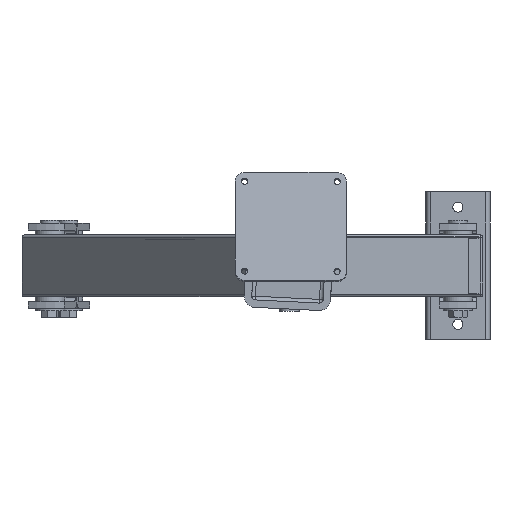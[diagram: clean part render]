
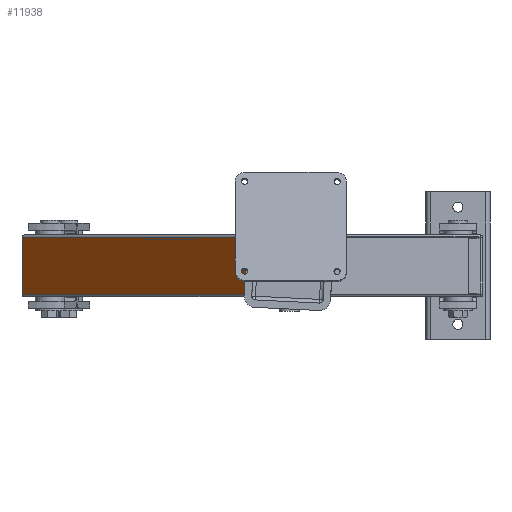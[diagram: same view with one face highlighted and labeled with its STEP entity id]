
A CAD part, front view. The second image highlights one B-rep face of the part: STEP entity #11938.
In plain terms, the highlighted face is planar.
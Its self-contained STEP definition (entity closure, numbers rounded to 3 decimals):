
#2478=FACE_OUTER_BOUND('',#3350,.T.);
#3350=EDGE_LOOP('',(#10759,#10760,#10761,#10762));
#4140=LINE('',#21492,#4924);
#4143=LINE('',#21510,#4927);
#4145=LINE('',#21516,#4929);
#4146=LINE('',#21517,#4930);
#4924=VECTOR('',#17504,1.);
#4927=VECTOR('',#17531,1.);
#4929=VECTOR('',#17537,1.);
#4930=VECTOR('',#17538,1.);
#5893=VERTEX_POINT('',#21486);
#5895=VERTEX_POINT('',#21490);
#5898=VERTEX_POINT('',#21509);
#5900=VERTEX_POINT('',#21515);
#7519=EDGE_CURVE('',#5895,#5893,#4140,.T.);
#7528=EDGE_CURVE('',#5893,#5898,#4143,.T.);
#7531=EDGE_CURVE('',#5900,#5895,#4145,.T.);
#7532=EDGE_CURVE('',#5898,#5900,#4146,.T.);
#10759=ORIENTED_EDGE('',*,*,#7519,.F.);
#10760=ORIENTED_EDGE('',*,*,#7531,.F.);
#10761=ORIENTED_EDGE('',*,*,#7532,.F.);
#10762=ORIENTED_EDGE('',*,*,#7528,.F.);
#11182=PLANE('',#13853);
#11938=ADVANCED_FACE('',(#2478),#11182,.F.);
#13853=AXIS2_PLACEMENT_3D('',#21514,#17535,#17536);
#17504=DIRECTION('',(0.,0.,1.));
#17531=DIRECTION('',(0.643,-0.766,0.));
#17535=DIRECTION('center_axis',(0.766,0.643,0.));
#17536=DIRECTION('ref_axis',(0.643,-0.766,0.));
#17537=DIRECTION('',(-0.643,0.766,0.));
#17538=DIRECTION('',(0.,0.,-1.));
#21486=CARTESIAN_POINT('',(6919.567,617.753,-24.5));
#21490=CARTESIAN_POINT('',(6919.567,617.753,-70.5));
#21492=CARTESIAN_POINT('',(6919.567,617.753,-23.5));
#21509=CARTESIAN_POINT('',(7145.829,348.105,-24.5));
#21510=CARTESIAN_POINT('',(6920.853,616.221,-24.5));
#21514=CARTESIAN_POINT('Origin',(6920.853,616.221,-22.5));
#21515=CARTESIAN_POINT('',(7145.829,348.105,-70.5));
#21516=CARTESIAN_POINT('',(6920.853,616.221,-70.5));
#21517=CARTESIAN_POINT('',(7145.829,348.105,-23.5));
